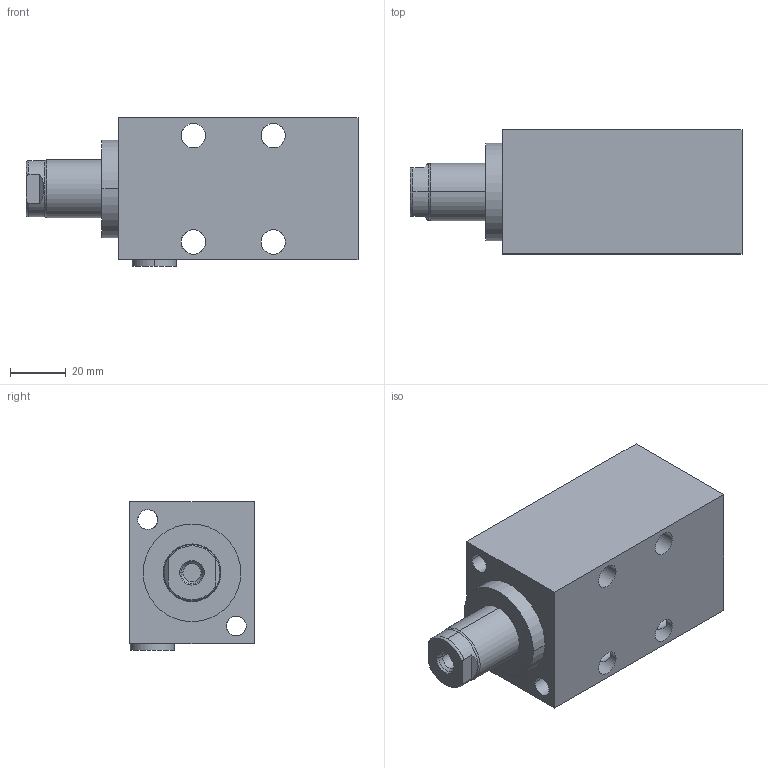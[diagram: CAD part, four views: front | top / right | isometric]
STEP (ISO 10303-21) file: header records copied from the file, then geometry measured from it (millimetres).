
FILE_DESCRIPTION((''),'2;1');
FILE_NAME('ILC20111004','2005-04-06T',('KR'),(''),'PRO/ENGINEER BY PARAMETRIC TECHNOLOGY CORPORATION, 2004290','PRO/ENGINEER BY PARAMETRIC TECHNOLOGY CORPORATION, 2004290','');
FILE_SCHEMA(('AUTOMOTIVE_DESIGN_CC2 { 1 2 10303 214 -1 1 5 2 }'));
Length unit declared in the file: inch
Products named in the file (1): ILC20111004
Bounding box: 118.87 x 44.45 x 53.09 mm (x, y, z)
Volume: 187516.3 mm3; surface area: 32632.1 mm2
Topology: 1 solids, 3 shells, 83 faces, 202 edges, 124 vertices
Faces by surface type: cylinder 43, plane 22, cone 16, torus 2
Entity records: 3767 total; most frequent: CARTESIAN_POINT 752, DIRECTION 438, ORIENTED_EDGE 400, PRESENTATION_STYLE_ASSIGNMENT 225, STYLED_ITEM 204, CURVE_STYLE 202, EDGE_CURVE 202, AXIS2_PLACEMENT_3D 174
